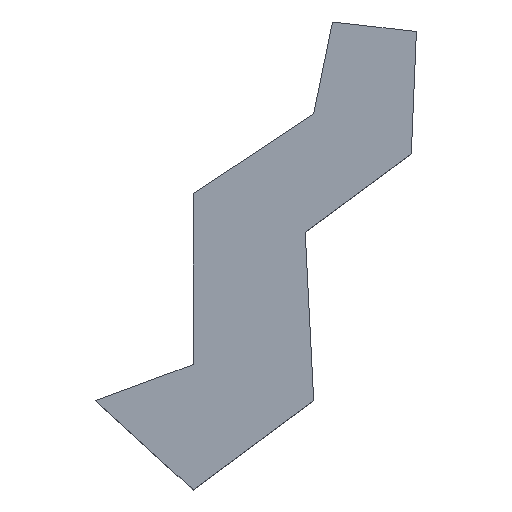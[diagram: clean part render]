
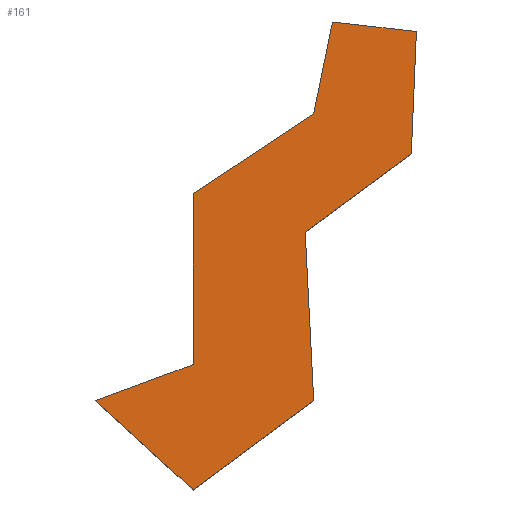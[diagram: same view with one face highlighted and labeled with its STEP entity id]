
A CAD part, top view. The second image highlights one B-rep face of the part: STEP entity #161.
In plain terms, the highlighted planar face has unit normal (0, 0, 1).
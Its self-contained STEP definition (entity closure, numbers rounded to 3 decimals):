
#6 = DIRECTION ( 'NONE',  ( 0.738, -0.675, 0. ) ) ;
#10 = ORIENTED_EDGE ( 'NONE', *, *, #53, .T. ) ;
#11 = CARTESIAN_POINT ( 'NONE',  ( 34.996, 72.746, 41. ) ) ;
#15 = VECTOR ( 'NONE', #265, 1000. ) ;
#23 = EDGE_CURVE ( 'NONE', #186, #234, #291, .T. ) ;
#38 = VECTOR ( 'NONE', #49, 1000. ) ;
#45 = DIRECTION ( 'NONE',  ( 0., -1., 0. ) ) ;
#46 = CARTESIAN_POINT ( 'NONE',  ( 0., 0., 41. ) ) ;
#48 = EDGE_CURVE ( 'NONE', #140, #186, #267, .T. ) ;
#49 = DIRECTION ( 'NONE',  ( -0.05, 0.999, 0. ) ) ;
#50 = ORIENTED_EDGE ( 'NONE', *, *, #59, .T. ) ;
#53 = EDGE_CURVE ( 'NONE', #159, #140, #327, .T. ) ;
#57 = VECTOR ( 'NONE', #74, 1000. ) ;
#59 = EDGE_CURVE ( 'NONE', #142, #159, #294, .T. ) ;
#61 = VERTEX_POINT ( 'NONE', #288 ) ;
#64 = CARTESIAN_POINT ( 'NONE',  ( 0., -36.31, 41. ) ) ;
#67 = ORIENTED_EDGE ( 'NONE', *, *, #127, .T. ) ;
#74 = DIRECTION ( 'NONE',  ( -0.938, -0.347, 0. ) ) ;
#75 = CARTESIAN_POINT ( 'NONE',  ( 32.529, 38.444, 41. ) ) ;
#86 = EDGE_CURVE ( 'NONE', #202, #105, #261, .T. ) ;
#93 = ORIENTED_EDGE ( 'NONE', *, *, #242, .T. ) ;
#96 = EDGE_CURVE ( 'NONE', #61, #142, #297, .T. ) ;
#99 = CARTESIAN_POINT ( 'NONE',  ( 0., 49.605, 41. ) ) ;
#100 = CARTESIAN_POINT ( 'NONE',  ( 0., 49.605, 41. ) ) ;
#104 = FACE_OUTER_BOUND ( 'NONE', #281, .T. ) ;
#105 = VERTEX_POINT ( 'NONE', #382 ) ;
#106 = CARTESIAN_POINT ( 'NONE',  ( 0., 0., 41. ) ) ;
#115 = LINE ( 'NONE', #303, #266 ) ;
#117 = DIRECTION ( 'NONE',  ( 0.804, 0.594, 0. ) ) ;
#120 = VECTOR ( 'NONE', #350, 1000. ) ;
#127 = EDGE_CURVE ( 'NONE', #105, #61, #356, .T. ) ;
#129 = VERTEX_POINT ( 'NONE', #75 ) ;
#134 = CARTESIAN_POINT ( 'NONE',  ( 40.428, 99.381, 41. ) ) ;
#139 = CARTESIAN_POINT ( 'NONE',  ( 63.307, 61.176, 41. ) ) ;
#140 = VERTEX_POINT ( 'NONE', #376 ) ;
#141 = DIRECTION ( 'NONE',  ( -0.2, -0.98, 0. ) ) ;
#142 = VERTEX_POINT ( 'NONE', #262 ) ;
#146 = EDGE_CURVE ( 'NONE', #310, #129, #328, .T. ) ;
#155 = CARTESIAN_POINT ( 'NONE',  ( 34.996, -10.463, 41. ) ) ;
#159 = VERTEX_POINT ( 'NONE', #99 ) ;
#161 = ADVANCED_FACE ( 'NONE', ( #104 ), #194, .F. ) ;
#163 = DIRECTION ( 'NONE',  ( -1., 0., 0. ) ) ;
#170 = DIRECTION ( 'NONE',  ( 0.042, 0.999, 0. ) ) ;
#179 = VECTOR ( 'NONE', #6, 1000. ) ;
#186 = VERTEX_POINT ( 'NONE', #378 ) ;
#194 = PLANE ( 'NONE',  #268 ) ;
#196 = VECTOR ( 'NONE', #141, 1000. ) ;
#202 = VERTEX_POINT ( 'NONE', #139 ) ;
#215 = CARTESIAN_POINT ( 'NONE',  ( 63.307, 61.176, 41. ) ) ;
#220 = DIRECTION ( 'NONE',  ( 0.804, 0.594, 0. ) ) ;
#221 = ORIENTED_EDGE ( 'NONE', *, *, #96, .T. ) ;
#234 = VERTEX_POINT ( 'NONE', #64 ) ;
#235 = VECTOR ( 'NONE', #45, 1000. ) ;
#237 = VECTOR ( 'NONE', #220, 1000. ) ;
#242 = EDGE_CURVE ( 'NONE', #129, #202, #308, .T. ) ;
#254 = ORIENTED_EDGE ( 'NONE', *, *, #48, .T. ) ;
#256 = ORIENTED_EDGE ( 'NONE', *, *, #23, .T. ) ;
#260 = CARTESIAN_POINT ( 'NONE',  ( 32.529, 38.444, 41. ) ) ;
#261 = LINE ( 'NONE', #379, #393 ) ;
#262 = CARTESIAN_POINT ( 'NONE',  ( 34.996, 72.746, 41. ) ) ;
#265 = DIRECTION ( 'NONE',  ( -0.834, -0.552, 0. ) ) ;
#266 = VECTOR ( 'NONE', #117, 1000. ) ;
#267 = LINE ( 'NONE', #352, #57 ) ;
#268 = AXIS2_PLACEMENT_3D ( 'NONE', #46, #353, #163 ) ;
#281 = EDGE_LOOP ( 'NONE', ( #254, #256, #370, #329, #93, #340, #67, #221, #50, #10 ) ) ;
#288 = CARTESIAN_POINT ( 'NONE',  ( 40.428, 99.381, 41. ) ) ;
#291 = LINE ( 'NONE', #299, #179 ) ;
#294 = LINE ( 'NONE', #100, #15 ) ;
#297 = LINE ( 'NONE', #11, #196 ) ;
#299 = CARTESIAN_POINT ( 'NONE',  ( 0., -36.31, 41. ) ) ;
#303 = CARTESIAN_POINT ( 'NONE',  ( 34.996, -10.463, 41. ) ) ;
#308 = LINE ( 'NONE', #215, #237 ) ;
#310 = VERTEX_POINT ( 'NONE', #155 ) ;
#327 = LINE ( 'NONE', #106, #235 ) ;
#328 = LINE ( 'NONE', #260, #38 ) ;
#329 = ORIENTED_EDGE ( 'NONE', *, *, #146, .T. ) ;
#333 = EDGE_CURVE ( 'NONE', #234, #310, #115, .T. ) ;
#340 = ORIENTED_EDGE ( 'NONE', *, *, #86, .T. ) ;
#350 = DIRECTION ( 'NONE',  ( -0.994, 0.112, 0. ) ) ;
#352 = CARTESIAN_POINT ( 'NONE',  ( -28.272, -10.463, 41. ) ) ;
#353 = DIRECTION ( 'NONE',  ( 0., 0., -1. ) ) ;
#356 = LINE ( 'NONE', #134, #120 ) ;
#370 = ORIENTED_EDGE ( 'NONE', *, *, #333, .T. ) ;
#376 = CARTESIAN_POINT ( 'NONE',  ( 0., 0., 41. ) ) ;
#378 = CARTESIAN_POINT ( 'NONE',  ( -28.272, -10.463, 41. ) ) ;
#379 = CARTESIAN_POINT ( 'NONE',  ( 64.784, 96.626, 41. ) ) ;
#382 = CARTESIAN_POINT ( 'NONE',  ( 64.784, 96.626, 41. ) ) ;
#393 = VECTOR ( 'NONE', #170, 1000. ) ;
